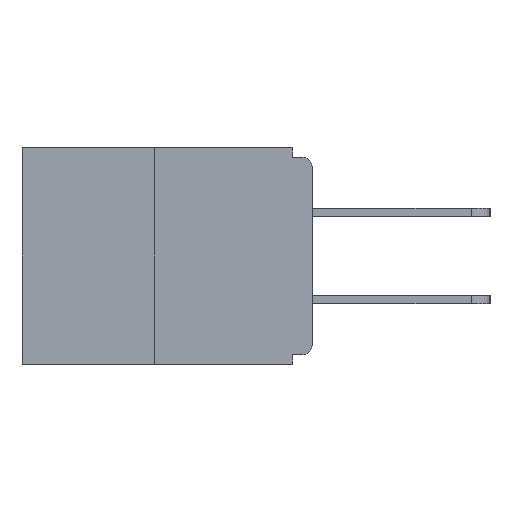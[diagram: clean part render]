
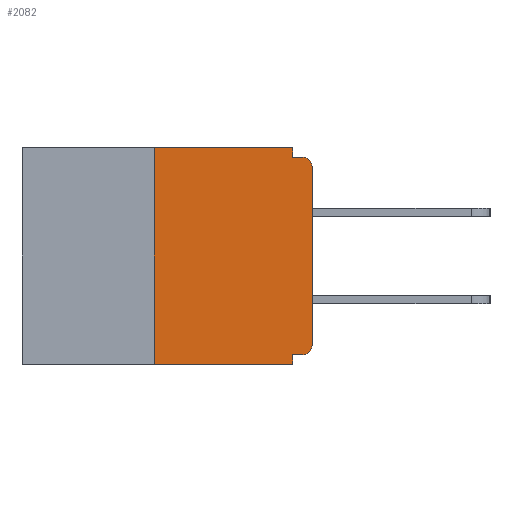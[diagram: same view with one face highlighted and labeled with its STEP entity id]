
A CAD part, left-side view. The second image highlights one B-rep face of the part: STEP entity #2082.
In plain terms, the highlighted planar face has unit normal (-1, 0, 0).
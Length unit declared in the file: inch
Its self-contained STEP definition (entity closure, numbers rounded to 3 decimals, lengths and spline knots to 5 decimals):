
#137 = CARTESIAN_POINT ( 'NONE',  ( 0., 0.031, -0.343 ) ) ;
#228 = ORIENTED_EDGE ( 'NONE', *, *, #3785, .F. ) ;
#248 = CARTESIAN_POINT ( 'NONE',  ( 0., 0.015, -0.313 ) ) ;
#339 = ORIENTED_EDGE ( 'NONE', *, *, #8561, .T. ) ;
#504 = CARTESIAN_POINT ( 'NONE',  ( 0., 0.25, -0.343 ) ) ;
#559 = LINE ( 'NONE', #1453, #3536 ) ;
#1078 = CIRCLE ( 'NONE', #3650, 0.015 ) ;
#1177 = CARTESIAN_POINT ( 'NONE',  ( 0., 0.031, -0.328 ) ) ;
#1453 = CARTESIAN_POINT ( 'NONE',  ( 0., 0.031, -0.343 ) ) ;
#1530 = EDGE_CURVE ( 'NONE', #4995, #10900, #12167, .T. ) ;
#1953 = LINE ( 'NONE', #10396, #11744 ) ;
#2082 = ADVANCED_FACE ( 'NONE', ( #5062 ), #10021, .F. ) ;
#2158 = DIRECTION ( 'NONE',  ( 0., 0., -1. ) ) ;
#2420 = CARTESIAN_POINT ( 'NONE',  ( 0., 0.015, -0.03 ) ) ;
#2441 = DIRECTION ( 'NONE',  ( 1., 0., 0. ) ) ;
#2512 = EDGE_CURVE ( 'NONE', #10414, #7213, #10404, .T. ) ;
#2827 = CARTESIAN_POINT ( 'NONE',  ( 0., 0.031, 0. ) ) ;
#2919 = CARTESIAN_POINT ( 'NONE',  ( 0., 0.031, 0. ) ) ;
#3360 = DIRECTION ( 'NONE',  ( 0., 0., 1. ) ) ;
#3386 = CARTESIAN_POINT ( 'NONE',  ( 0., 0.25, 0. ) ) ;
#3509 = DIRECTION ( 'NONE',  ( 0., 0., -1. ) ) ;
#3512 = VERTEX_POINT ( 'NONE', #2827 ) ;
#3536 = VECTOR ( 'NONE', #9044, 39.37008 ) ;
#3634 = CARTESIAN_POINT ( 'NONE',  ( 0., 0., -0.015 ) ) ;
#3650 = AXIS2_PLACEMENT_3D ( 'NONE', #2420, #5425, #3509 ) ;
#3700 = VERTEX_POINT ( 'NONE', #8930 ) ;
#3785 = EDGE_CURVE ( 'NONE', #9128, #6449, #559, .T. ) ;
#3998 = ORIENTED_EDGE ( 'NONE', *, *, #4537, .F. ) ;
#4007 = DIRECTION ( 'NONE',  ( -1., 0., 0. ) ) ;
#4368 = CARTESIAN_POINT ( 'NONE',  ( 0., 0.46, 0. ) ) ;
#4537 = EDGE_CURVE ( 'NONE', #3512, #4995, #5548, .T. ) ;
#4582 = VECTOR ( 'NONE', #8143, 39.37008 ) ;
#4653 = EDGE_CURVE ( 'NONE', #3700, #10900, #1078, .T. ) ;
#4899 = VECTOR ( 'NONE', #10221, 39.37008 ) ;
#4965 = CARTESIAN_POINT ( 'NONE',  ( 0., 0., -0.328 ) ) ;
#4995 = VERTEX_POINT ( 'NONE', #11614 ) ;
#5010 = EDGE_CURVE ( 'NONE', #5462, #9128, #6721, .T. ) ;
#5043 = CARTESIAN_POINT ( 'NONE',  ( 0., 0., -0.313 ) ) ;
#5062 = FACE_OUTER_BOUND ( 'NONE', #7769, .T. ) ;
#5143 = EDGE_CURVE ( 'NONE', #9250, #3700, #7141, .T. ) ;
#5308 = EDGE_CURVE ( 'NONE', #7213, #3512, #1953, .T. ) ;
#5425 = DIRECTION ( 'NONE',  ( -1., 0., 0. ) ) ;
#5462 = VERTEX_POINT ( 'NONE', #8055 ) ;
#5538 = VECTOR ( 'NONE', #7683, 39.37008 ) ;
#5548 = LINE ( 'NONE', #2919, #9836 ) ;
#5783 = ORIENTED_EDGE ( 'NONE', *, *, #5308, .F. ) ;
#6045 = CARTESIAN_POINT ( 'NONE',  ( 0., 0., 0. ) ) ;
#6312 = DIRECTION ( 'NONE',  ( 0., -1., 0. ) ) ;
#6449 = VERTEX_POINT ( 'NONE', #137 ) ;
#6560 = DIRECTION ( 'NONE',  ( 0., -1., 0. ) ) ;
#6721 = LINE ( 'NONE', #4965, #5538 ) ;
#7141 = LINE ( 'NONE', #6045, #10427 ) ;
#7213 = VERTEX_POINT ( 'NONE', #3386 ) ;
#7501 = CARTESIAN_POINT ( 'NONE',  ( 0., 0.25, 0. ) ) ;
#7683 = DIRECTION ( 'NONE',  ( 0., 1., 0. ) ) ;
#7769 = EDGE_LOOP ( 'NONE', ( #5783, #10888, #339, #228, #9023, #11844, #8019, #9288, #11233, #3998 ) ) ;
#8019 = ORIENTED_EDGE ( 'NONE', *, *, #5143, .T. ) ;
#8055 = CARTESIAN_POINT ( 'NONE',  ( 0., 0.015, -0.328 ) ) ;
#8143 = DIRECTION ( 'NONE',  ( 0., -1., 0. ) ) ;
#8265 = CARTESIAN_POINT ( 'NONE',  ( 0., 0.46, -0.343 ) ) ;
#8561 = EDGE_CURVE ( 'NONE', #10414, #6449, #10517, .T. ) ;
#8840 = EDGE_CURVE ( 'NONE', #5462, #9250, #8852, .T. ) ;
#8852 = CIRCLE ( 'NONE', #12230, 0.015 ) ;
#8930 = CARTESIAN_POINT ( 'NONE',  ( 0., 0., -0.03 ) ) ;
#9023 = ORIENTED_EDGE ( 'NONE', *, *, #5010, .F. ) ;
#9044 = DIRECTION ( 'NONE',  ( 0., 0., -1. ) ) ;
#9128 = VERTEX_POINT ( 'NONE', #1177 ) ;
#9250 = VERTEX_POINT ( 'NONE', #5043 ) ;
#9288 = ORIENTED_EDGE ( 'NONE', *, *, #4653, .T. ) ;
#9352 = VECTOR ( 'NONE', #6312, 39.37008 ) ;
#9578 = AXIS2_PLACEMENT_3D ( 'NONE', #4368, #2441, #10894 ) ;
#9836 = VECTOR ( 'NONE', #11317, 39.37008 ) ;
#10021 = PLANE ( 'NONE',  #9578 ) ;
#10221 = DIRECTION ( 'NONE',  ( 0., 0., 1. ) ) ;
#10396 = CARTESIAN_POINT ( 'NONE',  ( 0., 0.46, 0. ) ) ;
#10404 = LINE ( 'NONE', #7501, #4899 ) ;
#10414 = VERTEX_POINT ( 'NONE', #504 ) ;
#10427 = VECTOR ( 'NONE', #3360, 39.37008 ) ;
#10517 = LINE ( 'NONE', #8265, #4582 ) ;
#10858 = CARTESIAN_POINT ( 'NONE',  ( 0., 0.015, -0.015 ) ) ;
#10888 = ORIENTED_EDGE ( 'NONE', *, *, #2512, .F. ) ;
#10894 = DIRECTION ( 'NONE',  ( 0., 0., -1. ) ) ;
#10900 = VERTEX_POINT ( 'NONE', #10858 ) ;
#11233 = ORIENTED_EDGE ( 'NONE', *, *, #1530, .F. ) ;
#11317 = DIRECTION ( 'NONE',  ( 0., 0., -1. ) ) ;
#11614 = CARTESIAN_POINT ( 'NONE',  ( 0., 0.031, -0.015 ) ) ;
#11744 = VECTOR ( 'NONE', #6560, 39.37008 ) ;
#11844 = ORIENTED_EDGE ( 'NONE', *, *, #8840, .T. ) ;
#12167 = LINE ( 'NONE', #3634, #9352 ) ;
#12230 = AXIS2_PLACEMENT_3D ( 'NONE', #248, #4007, #2158 ) ;
